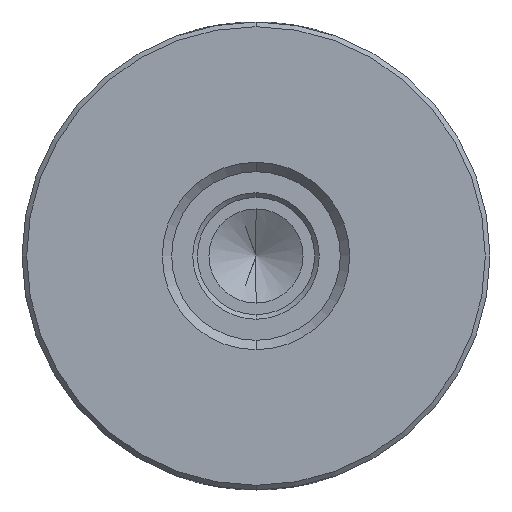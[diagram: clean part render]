
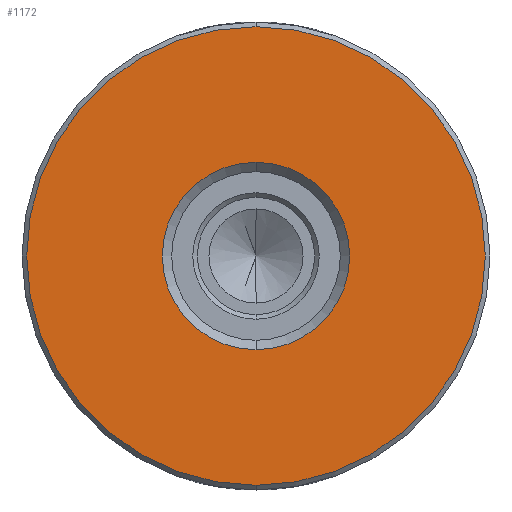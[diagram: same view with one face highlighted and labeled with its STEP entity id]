
A CAD part, front view. The second image highlights one B-rep face of the part: STEP entity #1172.
In plain terms, the highlighted planar face has unit normal (0, -1, 0).
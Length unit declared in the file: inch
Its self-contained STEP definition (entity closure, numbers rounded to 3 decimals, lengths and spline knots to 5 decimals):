
#5 = EDGE_CURVE ( 'NONE', #518, #618, #570, .T. ) ;
#21 = EDGE_CURVE ( 'NONE', #652, #519, #607, .T. ) ;
#22 = EDGE_CURVE ( 'NONE', #618, #518, #504, .T. ) ;
#67 = EDGE_CURVE ( 'NONE', #519, #652, #525, .T. ) ;
#84 = AXIS2_PLACEMENT_3D ( 'NONE', #946, #933, #937 ) ;
#91 = AXIS2_PLACEMENT_3D ( 'NONE', #903, #866, #949 ) ;
#161 = AXIS2_PLACEMENT_3D ( 'NONE', #441, #439, #440 ) ;
#256 = ORIENTED_EDGE ( 'NONE', *, *, #5, .F. ) ;
#262 = ORIENTED_EDGE ( 'NONE', *, *, #22, .F. ) ;
#278 = ORIENTED_EDGE ( 'NONE', *, *, #21, .T. ) ;
#282 = ORIENTED_EDGE ( 'NONE', *, *, #67, .T. ) ;
#311 = EDGE_LOOP ( 'NONE', ( #262, #256 ) ) ;
#347 = EDGE_LOOP ( 'NONE', ( #278, #282 ) ) ;
#439 = DIRECTION ( 'NONE',  ( 0., 1., 0. ) ) ;
#440 = DIRECTION ( 'NONE',  ( 0., 0., 1. ) ) ;
#441 = CARTESIAN_POINT ( 'NONE',  ( 0.09098, -1.03881, -0.02164 ) ) ;
#448 = PLANE ( 'NONE',  #161 ) ;
#504 = CIRCLE ( 'NONE', #1513, 0.2 ) ;
#518 = VERTEX_POINT ( 'NONE', #1664 ) ;
#519 = VERTEX_POINT ( 'NONE', #1807 ) ;
#525 = CIRCLE ( 'NONE', #1536, 0.4895 ) ;
#570 = CIRCLE ( 'NONE', #84, 0.2 ) ;
#607 = CIRCLE ( 'NONE', #91, 0.4895 ) ;
#618 = VERTEX_POINT ( 'NONE', #1673 ) ;
#652 = VERTEX_POINT ( 'NONE', #1710 ) ;
#820 = DIRECTION ( 'NONE',  ( 0., 0., -1. ) ) ;
#866 = DIRECTION ( 'NONE',  ( 0., -1., 0. ) ) ;
#903 = CARTESIAN_POINT ( 'NONE',  ( 0.09098, -1.03881, -0.02164 ) ) ;
#930 = CARTESIAN_POINT ( 'NONE',  ( 0.09098, -1.03881, -0.02164 ) ) ;
#933 = DIRECTION ( 'NONE',  ( 0., -1., 0. ) ) ;
#937 = DIRECTION ( 'NONE',  ( 0., 0., -1. ) ) ;
#946 = CARTESIAN_POINT ( 'NONE',  ( 0.09098, -1.03881, -0.02164 ) ) ;
#949 = DIRECTION ( 'NONE',  ( 0., 0., 1. ) ) ;
#965 = DIRECTION ( 'NONE',  ( 0., -1., 0. ) ) ;
#1172 = ADVANCED_FACE ( 'NONE', ( #1474, #1473 ), #448, .F. ) ;
#1473 = FACE_BOUND ( 'NONE', #311, .T. ) ;
#1474 = FACE_OUTER_BOUND ( 'NONE', #347, .T. ) ;
#1513 = AXIS2_PLACEMENT_3D ( 'NONE', #930, #965, #820 ) ;
#1536 = AXIS2_PLACEMENT_3D ( 'NONE', #1648, #1721, #1653 ) ;
#1648 = CARTESIAN_POINT ( 'NONE',  ( 0.09098, -1.03881, -0.02164 ) ) ;
#1653 = DIRECTION ( 'NONE',  ( 0., 0., 1. ) ) ;
#1664 = CARTESIAN_POINT ( 'NONE',  ( 0.09098, -1.03881, 0.17836 ) ) ;
#1673 = CARTESIAN_POINT ( 'NONE',  ( 0.09098, -1.03881, -0.22164 ) ) ;
#1710 = CARTESIAN_POINT ( 'NONE',  ( 0.09098, -1.03881, 0.46786 ) ) ;
#1721 = DIRECTION ( 'NONE',  ( 0., -1., 0. ) ) ;
#1807 = CARTESIAN_POINT ( 'NONE',  ( 0.09098, -1.03881, -0.51114 ) ) ;
